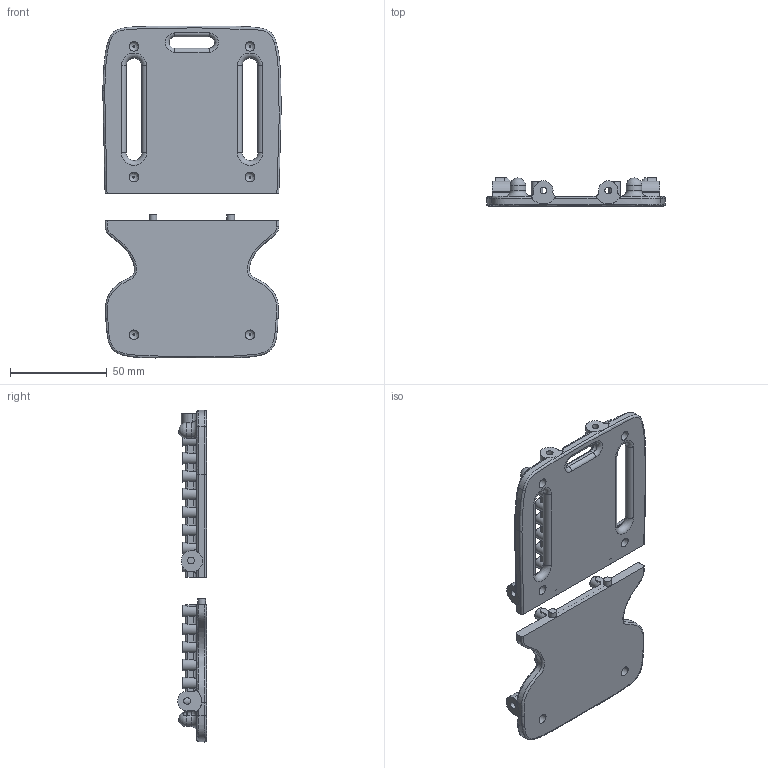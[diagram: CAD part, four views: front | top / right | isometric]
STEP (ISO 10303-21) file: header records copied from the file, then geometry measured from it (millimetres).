
FILE_DESCRIPTION(/* description */ (''),/* implementation_level */ '2;1');
FILE_NAME(/* name */ 'Expansion Frame Two Part.step',/* time_stamp */ '2016-10-15T14:58:03+11:00',/* author */ (''),/* organization */ (''),/* preprocessor_version */ 'ST-DEVELOPER v16.5',/* originating_system */ 'Autodesk Translation Framework v5.1.0.3141',/* authorisation */ '');
FILE_SCHEMA (('AUTOMOTIVE_DESIGN { 1 0 10303 214 3 1 1 }'));
Length unit declared in the file: centimetre
Products named in the file (2): Expansion Frame Two Part v2; Expansion Frame
Assembly tree (1 placements, depth 2):
  Expansion Frame Two Part v2
    Expansion Frame
Bounding box: 92.23 x 15 x 171.56 mm (x, y, z)
Volume: 67016.9 mm3; surface area: 43364.6 mm2
Topology: 2 solids, 2 shells, 641 faces, 1655 edges, 1047 vertices
Faces by surface type: plane 288, cylinder 255, bspline 72, torus 22, sphere 4
Full cylindrical faces by diameter (mm): 3.5 x5, 4 x32, 4.4 x2, 5 x6, 6 x30, 8 x2
Entity records: 25133 total; most frequent: CARTESIAN_POINT 10440, ORIENTED_EDGE 3110, DIRECTION 2825, EDGE_CURVE 1555, AXIS2_PLACEMENT_3D 1050, VERTEX_POINT 1032, EDGE_LOOP 769, LINE 725
